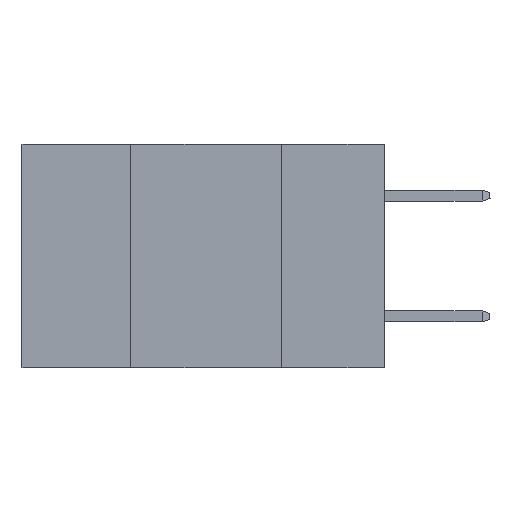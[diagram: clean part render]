
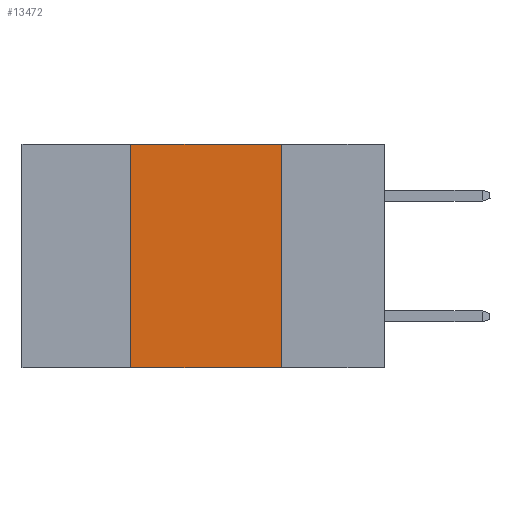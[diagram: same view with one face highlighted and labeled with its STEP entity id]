
A CAD part, left-side view. The second image highlights one B-rep face of the part: STEP entity #13472.
In plain terms, the highlighted planar face has unit normal (-1, 0, 0).
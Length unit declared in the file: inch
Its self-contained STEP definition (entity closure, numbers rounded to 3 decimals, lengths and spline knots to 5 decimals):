
#1087 = LINE ( 'NONE', #15900, #18960 ) ;
#4648 = AXIS2_PLACEMENT_3D ( 'NONE', #17227, #18927, #8587 ) ;
#4719 = CARTESIAN_POINT ( 'NONE',  ( 0., 0.6, 0. ) ) ;
#5101 = PLANE ( 'NONE',  #4648 ) ;
#5611 = EDGE_CURVE ( 'NONE', #9572, #6885, #10850, .T. ) ;
#5974 = VERTEX_POINT ( 'NONE', #21627 ) ;
#6458 = VECTOR ( 'NONE', #10227, 39.37008 ) ;
#6885 = VERTEX_POINT ( 'NONE', #15678 ) ;
#8587 = DIRECTION ( 'NONE',  ( 0., 0., -1. ) ) ;
#9113 = ORIENTED_EDGE ( 'NONE', *, *, #21151, .T. ) ;
#9572 = VERTEX_POINT ( 'NONE', #9843 ) ;
#9773 = VECTOR ( 'NONE', #17207, 39.37008 ) ;
#9843 = CARTESIAN_POINT ( 'NONE',  ( 0., 0.42, 0. ) ) ;
#10227 = DIRECTION ( 'NONE',  ( 0., 0., -1. ) ) ;
#10530 = CARTESIAN_POINT ( 'NONE',  ( 0., 0.42, -0.37 ) ) ;
#10850 = LINE ( 'NONE', #4719, #19962 ) ;
#11103 = LINE ( 'NONE', #22173, #6458 ) ;
#13224 = ORIENTED_EDGE ( 'NONE', *, *, #22278, .F. ) ;
#13472 = ADVANCED_FACE ( 'NONE', ( #13757 ), #5101, .F. ) ;
#13757 = FACE_OUTER_BOUND ( 'NONE', #15796, .T. ) ;
#15571 = CARTESIAN_POINT ( 'NONE',  ( 0., 0.42, 0. ) ) ;
#15678 = CARTESIAN_POINT ( 'NONE',  ( 0., 0.17, 0. ) ) ;
#15796 = EDGE_LOOP ( 'NONE', ( #16724, #21730, #13224, #9113 ) ) ;
#15900 = CARTESIAN_POINT ( 'NONE',  ( 0., 0.6, -0.37 ) ) ;
#16724 = ORIENTED_EDGE ( 'NONE', *, *, #17748, .F. ) ;
#16846 = DIRECTION ( 'NONE',  ( 0., -1., 0. ) ) ;
#17207 = DIRECTION ( 'NONE',  ( 0., 0., 1. ) ) ;
#17227 = CARTESIAN_POINT ( 'NONE',  ( 0., 0.6, 0. ) ) ;
#17748 = EDGE_CURVE ( 'NONE', #6885, #5974, #11103, .T. ) ;
#18927 = DIRECTION ( 'NONE',  ( 1., 0., 0. ) ) ;
#18945 = LINE ( 'NONE', #15571, #9773 ) ;
#18960 = VECTOR ( 'NONE', #19305, 39.37008 ) ;
#19305 = DIRECTION ( 'NONE',  ( 0., -1., 0. ) ) ;
#19962 = VECTOR ( 'NONE', #16846, 39.37008 ) ;
#20033 = VERTEX_POINT ( 'NONE', #10530 ) ;
#21151 = EDGE_CURVE ( 'NONE', #20033, #5974, #1087, .T. ) ;
#21627 = CARTESIAN_POINT ( 'NONE',  ( 0., 0.17, -0.37 ) ) ;
#21730 = ORIENTED_EDGE ( 'NONE', *, *, #5611, .F. ) ;
#22173 = CARTESIAN_POINT ( 'NONE',  ( 0., 0.17, 0. ) ) ;
#22278 = EDGE_CURVE ( 'NONE', #20033, #9572, #18945, .T. ) ;
